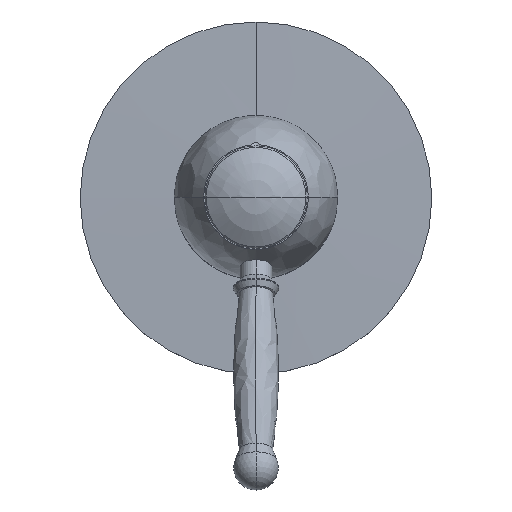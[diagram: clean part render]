
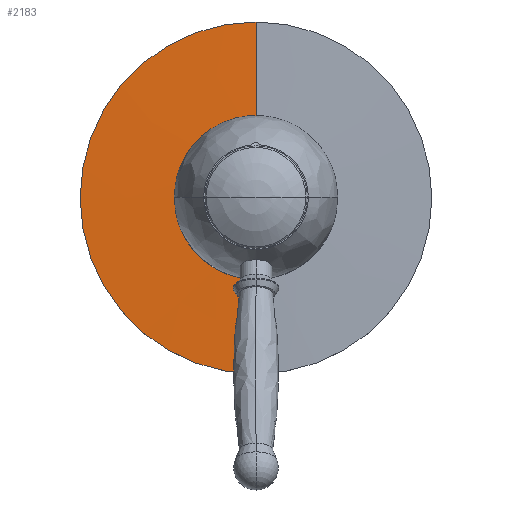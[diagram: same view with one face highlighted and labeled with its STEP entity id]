
A CAD part, top view. The second image highlights one B-rep face of the part: STEP entity #2183.
In plain terms, the highlighted conical face has half-angle 89 degrees and reference radius 40.275 mm.
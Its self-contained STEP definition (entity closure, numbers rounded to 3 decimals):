
#205=CARTESIAN_POINT('',(0.,0.,49.014));
#206=DIRECTION('',(0.,0.,1.));
#207=DIRECTION('',(0.,1.,0.));
#208=AXIS2_PLACEMENT_3D('',#205,#206,#207);
#210=CARTESIAN_POINT('',(0.,0.,48.5));
#211=DIRECTION('',(0.,0.,-1.));
#212=DIRECTION('',(0.,-1.,0.));
#213=AXIS2_PLACEMENT_3D('',#210,#211,#212);
#220=DIRECTION('',(0.,-1.,0.017));
#221=VECTOR('',#220,29.455);
#222=CARTESIAN_POINT('',(0.,55.,48.5));
#223=LINE('',#222,#221);
#229=DIRECTION('',(0.,1.,0.017));
#230=VECTOR('',#229,29.455);
#231=CARTESIAN_POINT('',(0.,-55.,48.5));
#232=LINE('',#231,#230);
#1654=CARTESIAN_POINT('',(0.,-55.,48.5));
#1656=VERTEX_POINT('',#1654);
#1666=CARTESIAN_POINT('',(0.,55.,48.5));
#1668=VERTEX_POINT('',#1666);
#1685=CARTESIAN_POINT('',(0.,25.55,49.014));
#1686=CARTESIAN_POINT('',(0.,-25.55,
49.014));
#1687=VERTEX_POINT('',#1685);
#1688=VERTEX_POINT('',#1686);
#2169=CARTESIAN_POINT('',(0.,0.,48.757));
#2170=DIRECTION('',(0.,0.,-1.));
#2171=DIRECTION('',(0.,1.,0.));
#2172=AXIS2_PLACEMENT_3D('',#2169,#2170,#2171);
#2173=CONICAL_SURFACE('',#2172,40.275,89.);
#2174=ORIENTED_EDGE('',*,*,#2137,.T.);
#2176=ORIENTED_EDGE('',*,*,#2175,.F.);
#2178=ORIENTED_EDGE('',*,*,#2177,.T.);
#2180=ORIENTED_EDGE('',*,*,#2179,.T.);
#2181=EDGE_LOOP('',(#2174,#2176,#2178,#2180));
#2182=FACE_OUTER_BOUND('',#2181,.F.);
#2183=ADVANCED_FACE('',(#2182),#2173,.T.);
#209=CIRCLE('',#208,25.55);
#214=CIRCLE('',#213,55.);
#2137=EDGE_CURVE('',#1687,#1688,#209,.T.);
#2175=EDGE_CURVE('',#1656,#1688,#232,.T.);
#2177=EDGE_CURVE('',#1656,#1668,#214,.T.);
#2179=EDGE_CURVE('',#1668,#1687,#223,.T.);
